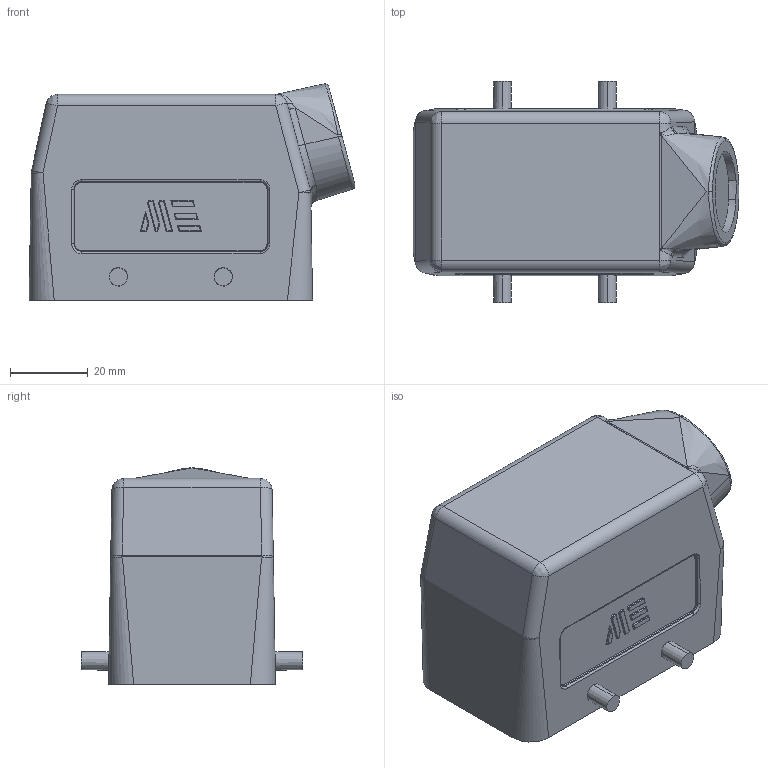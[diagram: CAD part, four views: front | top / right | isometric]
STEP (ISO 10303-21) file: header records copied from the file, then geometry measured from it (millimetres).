
FILE_DESCRIPTION (( 'STEP AP203' ), '1' );
FILE_NAME ('290413005.step', '2025-02-12T17:49:25', ( '' ), ( '' ), 'SwSTEP 2.0', 'SolidWorks 2024', '' );
FILE_SCHEMA (( 'CONFIG_CONTROL_DESIGN' ));
Length unit declared in the file: inch
Products named in the file (1): 290413005
Bounding box: 83.92 x 57 x 55.73 mm (x, y, z)
Volume: 52918.2 mm3; surface area: 28338.2 mm2
Topology: 1 solids, 1 shells, 339 faces, 772 edges, 453 vertices
Faces by surface type: cylinder 130, plane 122, bspline 69, torus 10, cone 8
Entity records: 12660 total; most frequent: CARTESIAN_POINT 5646, ORIENTED_EDGE 1532, DIRECTION 1283, EDGE_CURVE 766, VERTEX_POINT 453, AXIS2_PLACEMENT_3D 431, LINE 421, VECTOR 421
